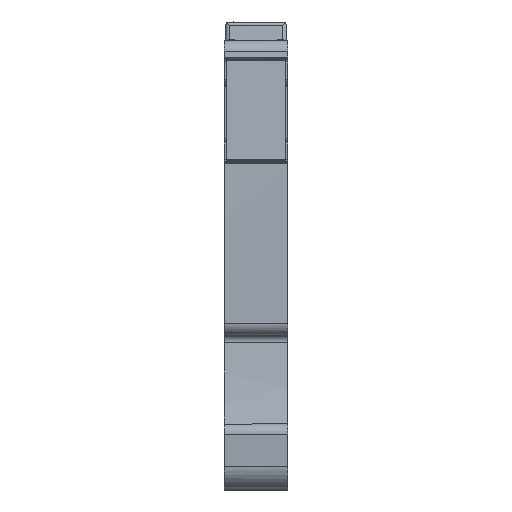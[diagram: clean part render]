
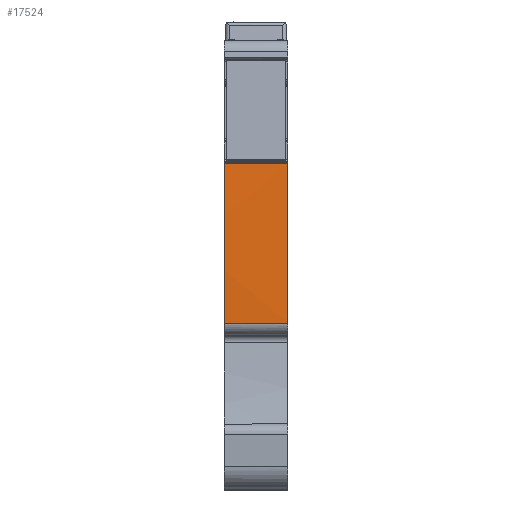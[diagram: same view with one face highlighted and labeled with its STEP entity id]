
A CAD part, front view. The second image highlights one B-rep face of the part: STEP entity #17524.
In plain terms, the highlighted cylindrical face has radius 154.9 mm (diameter 309.8 mm), a partial arc.
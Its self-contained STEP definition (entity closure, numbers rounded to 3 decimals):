
#12639=AXIS2_PLACEMENT_3D('Circle Axis2P3D',#12637,#12638,$) ;
#12646=AXIS2_PLACEMENT_3D('Circle Axis2P3D',#12644,#12645,$) ;
#16935=AXIS2_PLACEMENT_3D('Cylinder Axis2P3D',#16932,#16933,#16934) ;
#8184=CARTESIAN_POINT('Vertex',(5.1,1.761,26.266)) ;
#8188=CARTESIAN_POINT('Control Point',(5.1,1.528,13.45)) ;
#8189=CARTESIAN_POINT('Control Point',(5.1,1.469,16.013)) ;
#8190=CARTESIAN_POINT('Control Point',(5.1,1.462,18.578)) ;
#8191=CARTESIAN_POINT('Control Point',(5.1,1.509,21.144)) ;
#8192=CARTESIAN_POINT('Control Point',(5.1,1.608,23.706)) ;
#8193=CARTESIAN_POINT('Control Point',(5.1,1.761,26.266)) ;
#8194=CARTESIAN_POINT('Vertex',(5.1,1.528,13.45)) ;
#8198=CARTESIAN_POINT('Control Point',(5.1,1.529,13.427)) ;
#8199=CARTESIAN_POINT('Control Point',(5.1,1.529,13.431)) ;
#8200=CARTESIAN_POINT('Control Point',(5.1,1.529,13.436)) ;
#8201=CARTESIAN_POINT('Control Point',(5.1,1.529,13.441)) ;
#8202=CARTESIAN_POINT('Control Point',(5.1,1.529,13.445)) ;
#8203=CARTESIAN_POINT('Control Point',(5.1,1.529,13.45)) ;
#8204=CARTESIAN_POINT('Vertex',(5.1,1.529,13.427)) ;
#12634=CARTESIAN_POINT('Vertex',(0.,1.529,13.427)) ;
#12637=CARTESIAN_POINT('Axis2P3D Location',(0.,156.391,17.05)) ;
#12641=CARTESIAN_POINT('Vertex',(0.,1.528,13.45)) ;
#12644=CARTESIAN_POINT('Axis2P3D Location',(0.,156.387,17.05)) ;
#12648=CARTESIAN_POINT('Vertex',(0.,1.761,26.266)) ;
#16932=CARTESIAN_POINT('Axis2P3D Location',(2.55,156.387,17.05)) ;
#17499=CARTESIAN_POINT('Line Origine',(2.55,1.761,26.266)) ;
#17511=CARTESIAN_POINT('Line Origine',(2.55,1.529,13.427)) ;
#12638=DIRECTION('Axis2P3D Direction',(1.,0.,0.)) ;
#12645=DIRECTION('Axis2P3D Direction',(1.,0.,0.)) ;
#16933=DIRECTION('Axis2P3D Direction',(1.,0.,0.)) ;
#16934=DIRECTION('Axis2P3D XDirection',(0.,-0.993,0.118)) ;
#17500=DIRECTION('Vector Direction',(1.,0.,0.)) ;
#17512=DIRECTION('Vector Direction',(1.,0.,0.)) ;
#17501=VECTOR('Line Direction',#17500,1.) ;
#17513=VECTOR('Line Direction',#17512,1.) ;
#17517=ORIENTED_EDGE('',*,*,#8196,.F.) ;
#17518=ORIENTED_EDGE('',*,*,#17503,.T.) ;
#17519=ORIENTED_EDGE('',*,*,#12650,.T.) ;
#17520=ORIENTED_EDGE('',*,*,#12643,.T.) ;
#17521=ORIENTED_EDGE('',*,*,#17515,.T.) ;
#17522=ORIENTED_EDGE('',*,*,#8206,.F.) ;
#17524=ADVANCED_FACE('MLD',(#17523),#16936,.T.) ;
#8187=B_SPLINE_CURVE_WITH_KNOTS('',5,(#8188,#8189,#8190,#8191,#8192,#8193),.UNSPECIFIED.,.F.,.U.,(6,6),(0.,18.132),.UNSPECIFIED.) ;
#8197=B_SPLINE_CURVE_WITH_KNOTS('',5,(#8198,#8199,#8200,#8201,#8202,#8203),.UNSPECIFIED.,.F.,.U.,(6,6),(0.,0.033),.UNSPECIFIED.) ;
#12640=CIRCLE('generated circle',#12639,154.905) ;
#12647=CIRCLE('generated circle',#12646,154.9) ;
#16936=CYLINDRICAL_SURFACE('generated cylinder',#16935,154.9) ;
#8196=EDGE_CURVE('',#8185,#8195,#8187,.F.) ;
#8206=EDGE_CURVE('',#8195,#8205,#8197,.F.) ;
#12643=EDGE_CURVE('',#12642,#12635,#12640,.T.) ;
#12650=EDGE_CURVE('',#12649,#12642,#12647,.T.) ;
#17503=EDGE_CURVE('',#8185,#12649,#17502,.F.) ;
#17515=EDGE_CURVE('',#12635,#8205,#17514,.T.) ;
#17516=EDGE_LOOP('',(#17517,#17518,#17519,#17520,#17521,#17522)) ;
#17523=FACE_OUTER_BOUND('',#17516,.T.) ;
#17502=LINE('Line',#17499,#17501) ;
#17514=LINE('Line',#17511,#17513) ;
#8185=VERTEX_POINT('',#8184) ;
#8195=VERTEX_POINT('',#8194) ;
#8205=VERTEX_POINT('',#8204) ;
#12635=VERTEX_POINT('',#12634) ;
#12642=VERTEX_POINT('',#12641) ;
#12649=VERTEX_POINT('',#12648) ;
